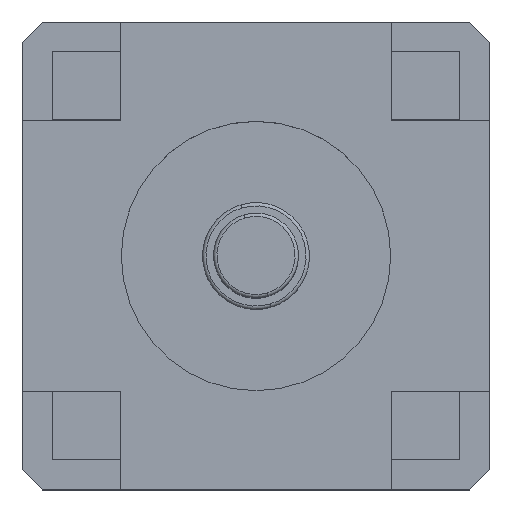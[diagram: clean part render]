
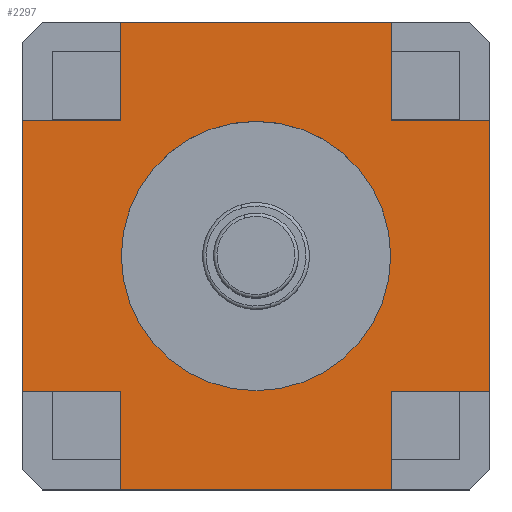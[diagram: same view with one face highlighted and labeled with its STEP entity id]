
A CAD part, top view. The second image highlights one B-rep face of the part: STEP entity #2297.
In plain terms, the highlighted planar face has unit normal (0, 0, 1).
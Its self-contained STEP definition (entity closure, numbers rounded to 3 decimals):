
#12 = EDGE_CURVE ( 'NONE', #2388, #47, #3343, .T. ) ;
#21 = VERTEX_POINT ( 'NONE', #1576 ) ;
#47 = VERTEX_POINT ( 'NONE', #3921 ) ;
#145 = AXIS2_PLACEMENT_3D ( 'NONE', #1139, #2514, #482 ) ;
#175 = CARTESIAN_POINT ( 'NONE',  ( 2.03, -3.5, 1.1 ) ) ;
#223 = VERTEX_POINT ( 'NONE', #1700 ) ;
#236 = DIRECTION ( 'NONE',  ( 0., -1., 0. ) ) ;
#273 = LINE ( 'NONE', #567, #3210 ) ;
#276 = DIRECTION ( 'NONE',  ( -1., 0., 0. ) ) ;
#324 = DIRECTION ( 'NONE',  ( 0., 1., 0. ) ) ;
#364 = EDGE_CURVE ( 'NONE', #2208, #1039, #3974, .T. ) ;
#367 = PLANE ( 'NONE',  #3826 ) ;
#381 = VECTOR ( 'NONE', #236, 1000. ) ;
#401 = VERTEX_POINT ( 'NONE', #1574 ) ;
#482 = DIRECTION ( 'NONE',  ( 1., 0., 0. ) ) ;
#519 = CARTESIAN_POINT ( 'NONE',  ( 3.5, -3.5, 1.1 ) ) ;
#555 = CARTESIAN_POINT ( 'NONE',  ( 2.03, 3.5, 1.1 ) ) ;
#558 = EDGE_CURVE ( 'NONE', #1039, #3427, #2490, .T. ) ;
#567 = CARTESIAN_POINT ( 'NONE',  ( -2.03, -2.03, 1.1 ) ) ;
#596 = DIRECTION ( 'NONE',  ( 1., 0., 0. ) ) ;
#641 = DIRECTION ( 'NONE',  ( 1., 0., 0. ) ) ;
#693 = VECTOR ( 'NONE', #2581, 1000. ) ;
#766 = AXIS2_PLACEMENT_3D ( 'NONE', #2277, #3276, #641 ) ;
#800 = VERTEX_POINT ( 'NONE', #2262 ) ;
#835 = VECTOR ( 'NONE', #2202, 1000. ) ;
#844 = EDGE_CURVE ( 'NONE', #3078, #21, #4216, .T. ) ;
#938 = CARTESIAN_POINT ( 'NONE',  ( 2.03, -2.03, 1.1 ) ) ;
#956 = CARTESIAN_POINT ( 'NONE',  ( -2.015, 0., 1.1 ) ) ;
#1004 = CARTESIAN_POINT ( 'NONE',  ( -2.03, -3.5, 1.1 ) ) ;
#1009 = CARTESIAN_POINT ( 'NONE',  ( -2.03, -3.5, 1.1 ) ) ;
#1025 = DIRECTION ( 'NONE',  ( 0., 1., 0. ) ) ;
#1039 = VERTEX_POINT ( 'NONE', #1004 ) ;
#1125 = ORIENTED_EDGE ( 'NONE', *, *, #844, .F. ) ;
#1139 = CARTESIAN_POINT ( 'NONE',  ( 0., 0., 1.1 ) ) ;
#1141 = LINE ( 'NONE', #4091, #1355 ) ;
#1163 = VERTEX_POINT ( 'NONE', #956 ) ;
#1254 = ORIENTED_EDGE ( 'NONE', *, *, #2937, .F. ) ;
#1256 = VECTOR ( 'NONE', #2477, 1000. ) ;
#1283 = ORIENTED_EDGE ( 'NONE', *, *, #2856, .T. ) ;
#1289 = EDGE_LOOP ( 'NONE', ( #4287, #4092, #1125, #1765, #3222, #1809, #2191, #1254, #3026, #1712, #1370, #1283 ) ) ;
#1320 = CIRCLE ( 'NONE', #145, 2.015 ) ;
#1355 = VECTOR ( 'NONE', #4065, 1000. ) ;
#1370 = ORIENTED_EDGE ( 'NONE', *, *, #2401, .T. ) ;
#1444 = DIRECTION ( 'NONE',  ( 1., 0., 0. ) ) ;
#1501 = LINE ( 'NONE', #1661, #3873 ) ;
#1515 = EDGE_CURVE ( 'NONE', #2593, #2208, #273, .T. ) ;
#1530 = VECTOR ( 'NONE', #596, 1000. ) ;
#1544 = CARTESIAN_POINT ( 'NONE',  ( -3.5, -2.03, 1.1 ) ) ;
#1574 = CARTESIAN_POINT ( 'NONE',  ( 3.5, 2.03, 1.1 ) ) ;
#1576 = CARTESIAN_POINT ( 'NONE',  ( -2.03, 2.03, 1.1 ) ) ;
#1661 = CARTESIAN_POINT ( 'NONE',  ( 2.03, 3.5, 1.1 ) ) ;
#1662 = VECTOR ( 'NONE', #276, 1000. ) ;
#1677 = LINE ( 'NONE', #4202, #3353 ) ;
#1700 = CARTESIAN_POINT ( 'NONE',  ( 2.03, 2.03, 1.1 ) ) ;
#1712 = ORIENTED_EDGE ( 'NONE', *, *, #2376, .T. ) ;
#1718 = CARTESIAN_POINT ( 'NONE',  ( 3.5, -2.03, 1.1 ) ) ;
#1765 = ORIENTED_EDGE ( 'NONE', *, *, #3168, .T. ) ;
#1809 = ORIENTED_EDGE ( 'NONE', *, *, #364, .T. ) ;
#1874 = LINE ( 'NONE', #3051, #3662 ) ;
#1881 = CARTESIAN_POINT ( 'NONE',  ( -3.5, -3.5, 1.1 ) ) ;
#1900 = CIRCLE ( 'NONE', #766, 2.015 ) ;
#1940 = DIRECTION ( 'NONE',  ( 1., 0., 0. ) ) ;
#2079 = VERTEX_POINT ( 'NONE', #938 ) ;
#2135 = EDGE_CURVE ( 'NONE', #1163, #800, #1900, .T. ) ;
#2137 = CARTESIAN_POINT ( 'NONE',  ( 0., 0., 1.1 ) ) ;
#2150 = LINE ( 'NONE', #3155, #1256 ) ;
#2154 = LINE ( 'NONE', #3861, #835 ) ;
#2186 = EDGE_LOOP ( 'NONE', ( #3138, #3594 ) ) ;
#2191 = ORIENTED_EDGE ( 'NONE', *, *, #558, .T. ) ;
#2202 = DIRECTION ( 'NONE',  ( -1., 0., 0. ) ) ;
#2208 = VERTEX_POINT ( 'NONE', #4335 ) ;
#2262 = CARTESIAN_POINT ( 'NONE',  ( 2.015, 0., 1.1 ) ) ;
#2276 = FACE_BOUND ( 'NONE', #2186, .T. ) ;
#2277 = CARTESIAN_POINT ( 'NONE',  ( 0., 0., 1.1 ) ) ;
#2297 = ADVANCED_FACE ( 'NONE', ( #2276, #2587 ), #367, .T. ) ;
#2376 = EDGE_CURVE ( 'NONE', #2859, #401, #4200, .T. ) ;
#2388 = VERTEX_POINT ( 'NONE', #555 ) ;
#2401 = EDGE_CURVE ( 'NONE', #401, #223, #2154, .T. ) ;
#2441 = EDGE_CURVE ( 'NONE', #800, #1163, #1320, .T. ) ;
#2477 = DIRECTION ( 'NONE',  ( 0., -1., 0. ) ) ;
#2490 = LINE ( 'NONE', #1881, #693 ) ;
#2514 = DIRECTION ( 'NONE',  ( 0., 0., 1. ) ) ;
#2527 = VECTOR ( 'NONE', #4219, 1000. ) ;
#2581 = DIRECTION ( 'NONE',  ( 1., 0., 0. ) ) ;
#2587 = FACE_OUTER_BOUND ( 'NONE', #1289, .T. ) ;
#2593 = VERTEX_POINT ( 'NONE', #1544 ) ;
#2740 = CARTESIAN_POINT ( 'NONE',  ( -3.5, 2.03, 1.1 ) ) ;
#2856 = EDGE_CURVE ( 'NONE', #223, #2388, #1501, .T. ) ;
#2859 = VERTEX_POINT ( 'NONE', #1718 ) ;
#2937 = EDGE_CURVE ( 'NONE', #2079, #3427, #2150, .T. ) ;
#3026 = ORIENTED_EDGE ( 'NONE', *, *, #4268, .F. ) ;
#3051 = CARTESIAN_POINT ( 'NONE',  ( -2.03, 3.5, 1.1 ) ) ;
#3078 = VERTEX_POINT ( 'NONE', #2740 ) ;
#3138 = ORIENTED_EDGE ( 'NONE', *, *, #2135, .F. ) ;
#3155 = CARTESIAN_POINT ( 'NONE',  ( 2.03, -3.5, 1.1 ) ) ;
#3168 = EDGE_CURVE ( 'NONE', #3078, #2593, #1141, .T. ) ;
#3177 = DIRECTION ( 'NONE',  ( -1., 0., 0. ) ) ;
#3210 = VECTOR ( 'NONE', #1940, 1000. ) ;
#3222 = ORIENTED_EDGE ( 'NONE', *, *, #1515, .T. ) ;
#3276 = DIRECTION ( 'NONE',  ( 0., 0., 1. ) ) ;
#3343 = LINE ( 'NONE', #4263, #1662 ) ;
#3353 = VECTOR ( 'NONE', #3177, 1000. ) ;
#3427 = VERTEX_POINT ( 'NONE', #175 ) ;
#3464 = DIRECTION ( 'NONE',  ( 0., 0., 1. ) ) ;
#3594 = ORIENTED_EDGE ( 'NONE', *, *, #2441, .F. ) ;
#3653 = EDGE_CURVE ( 'NONE', #21, #47, #1874, .T. ) ;
#3662 = VECTOR ( 'NONE', #1025, 1000. ) ;
#3826 = AXIS2_PLACEMENT_3D ( 'NONE', #2137, #3464, #1444 ) ;
#3861 = CARTESIAN_POINT ( 'NONE',  ( 2.03, 2.03, 1.1 ) ) ;
#3873 = VECTOR ( 'NONE', #324, 1000. ) ;
#3921 = CARTESIAN_POINT ( 'NONE',  ( -2.03, 3.5, 1.1 ) ) ;
#3974 = LINE ( 'NONE', #1009, #381 ) ;
#4065 = DIRECTION ( 'NONE',  ( 0., -1., 0. ) ) ;
#4091 = CARTESIAN_POINT ( 'NONE',  ( -3.5, 3.5, 1.1 ) ) ;
#4092 = ORIENTED_EDGE ( 'NONE', *, *, #3653, .F. ) ;
#4200 = LINE ( 'NONE', #519, #2527 ) ;
#4202 = CARTESIAN_POINT ( 'NONE',  ( 2.03, -2.03, 1.1 ) ) ;
#4216 = LINE ( 'NONE', #4312, #1530 ) ;
#4219 = DIRECTION ( 'NONE',  ( 0., 1., 0. ) ) ;
#4263 = CARTESIAN_POINT ( 'NONE',  ( 3.5, 3.5, 1.1 ) ) ;
#4268 = EDGE_CURVE ( 'NONE', #2859, #2079, #1677, .T. ) ;
#4287 = ORIENTED_EDGE ( 'NONE', *, *, #12, .T. ) ;
#4312 = CARTESIAN_POINT ( 'NONE',  ( -2.03, 2.03, 1.1 ) ) ;
#4335 = CARTESIAN_POINT ( 'NONE',  ( -2.03, -2.03, 1.1 ) ) ;
